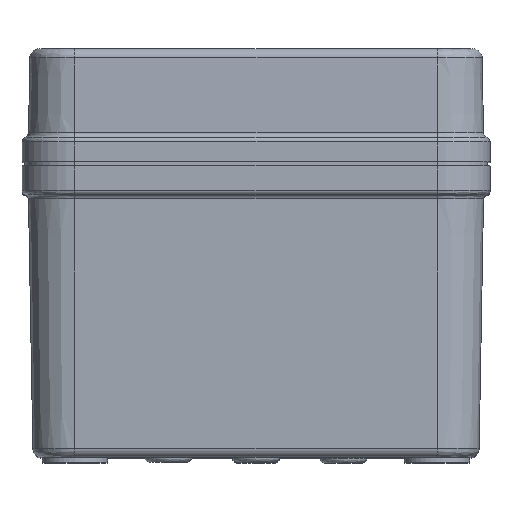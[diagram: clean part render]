
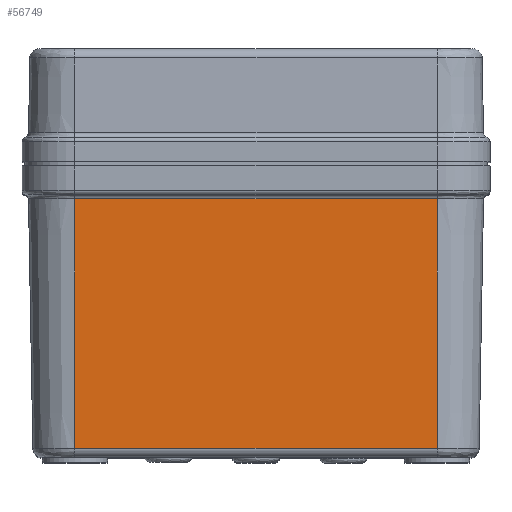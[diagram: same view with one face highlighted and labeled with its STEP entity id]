
A CAD part, top view. The second image highlights one B-rep face of the part: STEP entity #56749.
In plain terms, the highlighted planar face has unit normal (0, -0.018, 1).
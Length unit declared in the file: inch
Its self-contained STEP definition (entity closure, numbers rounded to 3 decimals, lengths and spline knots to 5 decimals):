
#2311 = VERTEX_POINT ( 'NONE', #62298 ) ;
#5801 = VECTOR ( 'NONE', #62769, 39.37008 ) ;
#8114 = ORIENTED_EDGE ( 'NONE', *, *, #51297, .F. ) ;
#10322 = LINE ( 'NONE', #55305, #34616 ) ;
#11060 = CARTESIAN_POINT ( 'NONE',  ( 1.2205, -0.22227, 2.12412 ) ) ;
#13186 = CARTESIAN_POINT ( 'NONE',  ( 1.2205, 0., 2.128 ) ) ;
#21281 = CARTESIAN_POINT ( 'NONE',  ( -1.2205, -1.06269, 2.10945 ) ) ;
#22991 = CARTESIAN_POINT ( 'NONE',  ( 1.29128, -0.22227, 2.12412 ) ) ;
#23260 = ORIENTED_EDGE ( 'NONE', *, *, #27668, .F. ) ;
#24695 = AXIS2_PLACEMENT_3D ( 'NONE', #52892, #42402, #52248 ) ;
#26898 = CARTESIAN_POINT ( 'NONE',  ( -1.2205, -1.9031, 2.09478 ) ) ;
#26925 = LINE ( 'NONE', #22991, #38990 ) ;
#27668 = EDGE_CURVE ( 'NONE', #2311, #40582, #10322, .T. ) ;
#34616 = VECTOR ( 'NONE', #45465, 39.37008 ) ;
#37404 = ORIENTED_EDGE ( 'NONE', *, *, #55770, .T. ) ;
#37787 = CARTESIAN_POINT ( 'NONE',  ( -1.2205, -0.22227, 2.12412 ) ) ;
#38990 = VECTOR ( 'NONE', #52537, 39.37008 ) ;
#40582 = VERTEX_POINT ( 'NONE', #26898 ) ;
#40601 = EDGE_LOOP ( 'NONE', ( #23260, #37404, #58779, #8114 ) ) ;
#42402 = DIRECTION ( 'NONE',  ( 0., -0.017, 1. ) ) ;
#42738 = LINE ( 'NONE', #13186, #5801 ) ;
#45465 = DIRECTION ( 'NONE',  ( -1., 0., 0. ) ) ;
#48013 = EDGE_CURVE ( 'NONE', #62596, #54449, #26925, .T. ) ;
#50201 = DIRECTION ( 'NONE',  ( 0., 1., 0.017 ) ) ;
#51297 = EDGE_CURVE ( 'NONE', #40582, #54449, #60390, .T. ) ;
#52248 = DIRECTION ( 'NONE',  ( 0., 1., 0.017 ) ) ;
#52537 = DIRECTION ( 'NONE',  ( -1., 0., 0. ) ) ;
#52892 = CARTESIAN_POINT ( 'NONE',  ( 1.29128, 0., 2.128 ) ) ;
#54449 = VERTEX_POINT ( 'NONE', #37787 ) ;
#55305 = CARTESIAN_POINT ( 'NONE',  ( 1.23338, -1.9031, 2.09478 ) ) ;
#55770 = EDGE_CURVE ( 'NONE', #2311, #62596, #42738, .T. ) ;
#56749 = ADVANCED_FACE ( 'NONE', ( #57829 ), #61772, .T. ) ;
#57829 = FACE_OUTER_BOUND ( 'NONE', #40601, .T. ) ;
#58779 = ORIENTED_EDGE ( 'NONE', *, *, #48013, .T. ) ;
#59201 = VECTOR ( 'NONE', #50201, 39.37008 ) ;
#60390 = LINE ( 'NONE', #21281, #59201 ) ;
#61772 = PLANE ( 'NONE',  #24695 ) ;
#62298 = CARTESIAN_POINT ( 'NONE',  ( 1.2205, -1.9031, 2.09478 ) ) ;
#62596 = VERTEX_POINT ( 'NONE', #11060 ) ;
#62769 = DIRECTION ( 'NONE',  ( 0., 1., 0.017 ) ) ;
